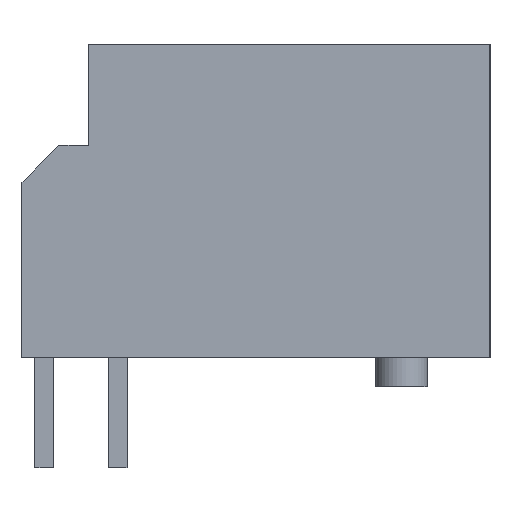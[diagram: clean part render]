
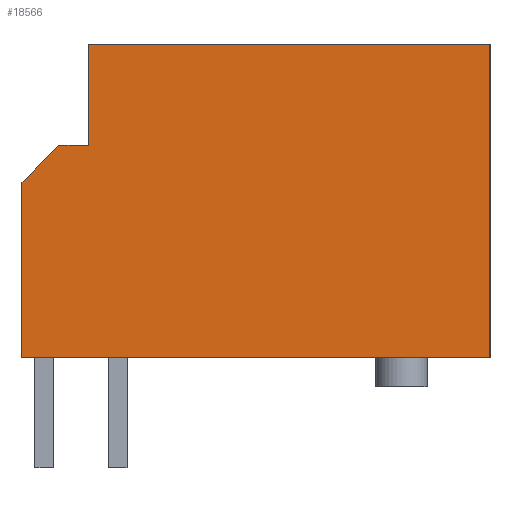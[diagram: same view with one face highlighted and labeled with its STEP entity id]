
A CAD part, left-side view. The second image highlights one B-rep face of the part: STEP entity #18566.
In plain terms, the highlighted planar face has unit normal (-1, 0, 0).
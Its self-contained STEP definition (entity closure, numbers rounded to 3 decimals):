
#4509 = PLANE('',#4510);
#4510 = AXIS2_PLACEMENT_3D('',#4511,#4512,#4513);
#4511 = CARTESIAN_POINT('',(-2.,-12.1,0.));
#4512 = DIRECTION('',(0.,0.,1.));
#4513 = DIRECTION('',(0.,1.,0.));
#5526 = PLANE('',#5527);
#5527 = AXIS2_PLACEMENT_3D('',#5528,#5529,#5530);
#5528 = CARTESIAN_POINT('',(-2.,0.6,4.75));
#5529 = DIRECTION('',(0.,-1.,0.));
#5530 = DIRECTION('',(0.,0.,1.));
#5554 = PLANE('',#5555);
#5555 = AXIS2_PLACEMENT_3D('',#5556,#5557,#5558);
#5556 = CARTESIAN_POINT('',(-2.,0.6,4.75));
#5557 = DIRECTION('',(0.,-0.707,
    -0.707));
#5558 = DIRECTION('',(0.,-0.707,0.707
    ));
#5582 = PLANE('',#5583);
#5583 = AXIS2_PLACEMENT_3D('',#5584,#5585,#5586);
#5584 = CARTESIAN_POINT('',(-2.,-0.4,5.75));
#5585 = DIRECTION('',(0.,0.,-1.));
#5586 = DIRECTION('',(0.,-1.,0.));
#5608 = PLANE('',#5609);
#5609 = AXIS2_PLACEMENT_3D('',#5610,#5611,#5612);
#5610 = CARTESIAN_POINT('',(-2.,-1.2,5.75));
#5611 = DIRECTION('',(0.,-1.,0.));
#5612 = DIRECTION('',(0.,0.,1.));
#10039 = VERTEX_POINT('',#10040);
#10040 = CARTESIAN_POINT('',(-2.,-12.1,0.));
#10054 = PLANE('',#10055);
#10055 = AXIS2_PLACEMENT_3D('',#10056,#10057,#10058);
#10056 = CARTESIAN_POINT('',(-2.,-12.1,8.5));
#10057 = DIRECTION('',(0.,1.,0.));
#10058 = DIRECTION('',(0.,0.,-1.));
#10066 = EDGE_CURVE('',#10067,#10039,#10069,.T.);
#10067 = VERTEX_POINT('',#10068);
#10068 = CARTESIAN_POINT('',(-2.,0.6,0.));
#10069 = SURFACE_CURVE('',#10070,(#10074,#10081),.PCURVE_S1.);
#10070 = LINE('',#10071,#10072);
#10071 = CARTESIAN_POINT('',(-2.,-12.1,0.));
#10072 = VECTOR('',#10073,1.);
#10073 = DIRECTION('',(0.,-1.,0.));
#10074 = PCURVE('',#4509,#10075);
#10075 = DEFINITIONAL_REPRESENTATION('',(#10076),#10080);
#10076 = LINE('',#10077,#10078);
#10077 = CARTESIAN_POINT('',(0.,0.));
#10078 = VECTOR('',#10079,1.);
#10079 = DIRECTION('',(-1.,0.));
#10080 = ( GEOMETRIC_REPRESENTATION_CONTEXT(2) 
PARAMETRIC_REPRESENTATION_CONTEXT() REPRESENTATION_CONTEXT('2D SPACE',''
  ) );
#10081 = PCURVE('',#10082,#10087);
#10082 = PLANE('',#10083);
#10083 = AXIS2_PLACEMENT_3D('',#10084,#10085,#10086);
#10084 = CARTESIAN_POINT('',(-2.,0.6,8.5));
#10085 = DIRECTION('',(-1.,0.,0.));
#10086 = DIRECTION('',(0.,0.,-1.));
#10087 = DEFINITIONAL_REPRESENTATION('',(#10088),#10092);
#10088 = LINE('',#10089,#10090);
#10089 = CARTESIAN_POINT('',(8.5,12.7));
#10090 = VECTOR('',#10091,1.);
#10091 = DIRECTION('',(0.,1.));
#10092 = ( GEOMETRIC_REPRESENTATION_CONTEXT(2) 
PARAMETRIC_REPRESENTATION_CONTEXT() REPRESENTATION_CONTEXT('2D SPACE',''
  ) );
#16362 = VERTEX_POINT('',#16363);
#16363 = CARTESIAN_POINT('',(-2.,-1.2,5.75));
#16386 = VERTEX_POINT('',#16387);
#16387 = CARTESIAN_POINT('',(-2.,-0.4,5.75));
#16408 = EDGE_CURVE('',#16362,#16386,#16409,.T.);
#16409 = SURFACE_CURVE('',#16410,(#16414,#16421),.PCURVE_S1.);
#16410 = LINE('',#16411,#16412);
#16411 = CARTESIAN_POINT('',(-2.,-0.4,5.75));
#16412 = VECTOR('',#16413,1.);
#16413 = DIRECTION('',(0.,1.,0.));
#16414 = PCURVE('',#5582,#16415);
#16415 = DEFINITIONAL_REPRESENTATION('',(#16416),#16420);
#16416 = LINE('',#16417,#16418);
#16417 = CARTESIAN_POINT('',(0.,0.));
#16418 = VECTOR('',#16419,1.);
#16419 = DIRECTION('',(-1.,0.));
#16420 = ( GEOMETRIC_REPRESENTATION_CONTEXT(2) 
PARAMETRIC_REPRESENTATION_CONTEXT() REPRESENTATION_CONTEXT('2D SPACE',''
  ) );
#16421 = PCURVE('',#10082,#16422);
#16422 = DEFINITIONAL_REPRESENTATION('',(#16423),#16427);
#16423 = LINE('',#16424,#16425);
#16424 = CARTESIAN_POINT('',(2.75,1.));
#16425 = VECTOR('',#16426,1.);
#16426 = DIRECTION('',(0.,-1.));
#16427 = ( GEOMETRIC_REPRESENTATION_CONTEXT(2) 
PARAMETRIC_REPRESENTATION_CONTEXT() REPRESENTATION_CONTEXT('2D SPACE',''
  ) );
#16433 = VERTEX_POINT('',#16434);
#16434 = CARTESIAN_POINT('',(-2.,0.6,4.75));
#16457 = EDGE_CURVE('',#16433,#10067,#16458,.T.);
#16458 = SURFACE_CURVE('',#16459,(#16463,#16470),.PCURVE_S1.);
#16459 = LINE('',#16460,#16461);
#16460 = CARTESIAN_POINT('',(-2.,0.6,4.75));
#16461 = VECTOR('',#16462,1.);
#16462 = DIRECTION('',(0.,0.,-1.));
#16463 = PCURVE('',#5526,#16464);
#16464 = DEFINITIONAL_REPRESENTATION('',(#16465),#16469);
#16465 = LINE('',#16466,#16467);
#16466 = CARTESIAN_POINT('',(0.,0.));
#16467 = VECTOR('',#16468,1.);
#16468 = DIRECTION('',(-1.,0.));
#16469 = ( GEOMETRIC_REPRESENTATION_CONTEXT(2) 
PARAMETRIC_REPRESENTATION_CONTEXT() REPRESENTATION_CONTEXT('2D SPACE',''
  ) );
#16470 = PCURVE('',#10082,#16471);
#16471 = DEFINITIONAL_REPRESENTATION('',(#16472),#16476);
#16472 = LINE('',#16473,#16474);
#16473 = CARTESIAN_POINT('',(3.75,0.));
#16474 = VECTOR('',#16475,1.);
#16475 = DIRECTION('',(1.,0.));
#16476 = ( GEOMETRIC_REPRESENTATION_CONTEXT(2) 
PARAMETRIC_REPRESENTATION_CONTEXT() REPRESENTATION_CONTEXT('2D SPACE',''
  ) );
#16485 = EDGE_CURVE('',#16486,#16362,#16488,.T.);
#16486 = VERTEX_POINT('',#16487);
#16487 = CARTESIAN_POINT('',(-2.,-1.2,8.5));
#16488 = SURFACE_CURVE('',#16489,(#16493,#16500),.PCURVE_S1.);
#16489 = LINE('',#16490,#16491);
#16490 = CARTESIAN_POINT('',(-2.,-1.2,5.75));
#16491 = VECTOR('',#16492,1.);
#16492 = DIRECTION('',(0.,0.,-1.));
#16493 = PCURVE('',#5608,#16494);
#16494 = DEFINITIONAL_REPRESENTATION('',(#16495),#16499);
#16495 = LINE('',#16496,#16497);
#16496 = CARTESIAN_POINT('',(0.,0.));
#16497 = VECTOR('',#16498,1.);
#16498 = DIRECTION('',(-1.,0.));
#16499 = ( GEOMETRIC_REPRESENTATION_CONTEXT(2) 
PARAMETRIC_REPRESENTATION_CONTEXT() REPRESENTATION_CONTEXT('2D SPACE',''
  ) );
#16500 = PCURVE('',#10082,#16501);
#16501 = DEFINITIONAL_REPRESENTATION('',(#16502),#16506);
#16502 = LINE('',#16503,#16504);
#16503 = CARTESIAN_POINT('',(2.75,1.8));
#16504 = VECTOR('',#16505,1.);
#16505 = DIRECTION('',(1.,0.));
#16506 = ( GEOMETRIC_REPRESENTATION_CONTEXT(2) 
PARAMETRIC_REPRESENTATION_CONTEXT() REPRESENTATION_CONTEXT('2D SPACE',''
  ) );
#16524 = PLANE('',#16525);
#16525 = AXIS2_PLACEMENT_3D('',#16526,#16527,#16528);
#16526 = CARTESIAN_POINT('',(-2.,-12.1,8.5));
#16527 = DIRECTION('',(0.,0.,-1.));
#16528 = DIRECTION('',(0.,-1.,0.));
#16586 = EDGE_CURVE('',#16386,#16433,#16587,.T.);
#16587 = SURFACE_CURVE('',#16588,(#16592,#16599),.PCURVE_S1.);
#16588 = LINE('',#16589,#16590);
#16589 = CARTESIAN_POINT('',(-2.,0.6,4.75));
#16590 = VECTOR('',#16591,1.);
#16591 = DIRECTION('',(0.,0.707,
    -0.707));
#16592 = PCURVE('',#5554,#16593);
#16593 = DEFINITIONAL_REPRESENTATION('',(#16594),#16598);
#16594 = LINE('',#16595,#16596);
#16595 = CARTESIAN_POINT('',(0.,0.));
#16596 = VECTOR('',#16597,1.);
#16597 = DIRECTION('',(-1.,0.));
#16598 = ( GEOMETRIC_REPRESENTATION_CONTEXT(2) 
PARAMETRIC_REPRESENTATION_CONTEXT() REPRESENTATION_CONTEXT('2D SPACE',''
  ) );
#16599 = PCURVE('',#10082,#16600);
#16600 = DEFINITIONAL_REPRESENTATION('',(#16601),#16605);
#16601 = LINE('',#16602,#16603);
#16602 = CARTESIAN_POINT('',(3.75,0.));
#16603 = VECTOR('',#16604,1.);
#16604 = DIRECTION('',(0.707,-0.707));
#16605 = ( GEOMETRIC_REPRESENTATION_CONTEXT(2) 
PARAMETRIC_REPRESENTATION_CONTEXT() REPRESENTATION_CONTEXT('2D SPACE',''
  ) );
#18107 = VERTEX_POINT('',#18108);
#18108 = CARTESIAN_POINT('',(-2.,-12.1,8.5));
#18129 = EDGE_CURVE('',#10039,#18107,#18130,.T.);
#18130 = SURFACE_CURVE('',#18131,(#18135,#18142),.PCURVE_S1.);
#18131 = LINE('',#18132,#18133);
#18132 = CARTESIAN_POINT('',(-2.,-12.1,8.5));
#18133 = VECTOR('',#18134,1.);
#18134 = DIRECTION('',(0.,0.,1.));
#18135 = PCURVE('',#10054,#18136);
#18136 = DEFINITIONAL_REPRESENTATION('',(#18137),#18141);
#18137 = LINE('',#18138,#18139);
#18138 = CARTESIAN_POINT('',(0.,0.));
#18139 = VECTOR('',#18140,1.);
#18140 = DIRECTION('',(-1.,0.));
#18141 = ( GEOMETRIC_REPRESENTATION_CONTEXT(2) 
PARAMETRIC_REPRESENTATION_CONTEXT() REPRESENTATION_CONTEXT('2D SPACE',''
  ) );
#18142 = PCURVE('',#10082,#18143);
#18143 = DEFINITIONAL_REPRESENTATION('',(#18144),#18148);
#18144 = LINE('',#18145,#18146);
#18145 = CARTESIAN_POINT('',(0.,12.7));
#18146 = VECTOR('',#18147,1.);
#18147 = DIRECTION('',(-1.,0.));
#18148 = ( GEOMETRIC_REPRESENTATION_CONTEXT(2) 
PARAMETRIC_REPRESENTATION_CONTEXT() REPRESENTATION_CONTEXT('2D SPACE',''
  ) );
#18566 = ADVANCED_FACE('',(#18567),#10082,.T.);
#18567 = FACE_BOUND('',#18568,.T.);
#18568 = EDGE_LOOP('',(#18569,#18590,#18591,#18592,#18593,#18594,#18595)
  );
#18569 = ORIENTED_EDGE('',*,*,#18570,.T.);
#18570 = EDGE_CURVE('',#18107,#16486,#18571,.T.);
#18571 = SURFACE_CURVE('',#18572,(#18576,#18583),.PCURVE_S1.);
#18572 = LINE('',#18573,#18574);
#18573 = CARTESIAN_POINT('',(-2.,-12.1,8.5));
#18574 = VECTOR('',#18575,1.);
#18575 = DIRECTION('',(0.,1.,0.));
#18576 = PCURVE('',#10082,#18577);
#18577 = DEFINITIONAL_REPRESENTATION('',(#18578),#18582);
#18578 = LINE('',#18579,#18580);
#18579 = CARTESIAN_POINT('',(0.,12.7));
#18580 = VECTOR('',#18581,1.);
#18581 = DIRECTION('',(0.,-1.));
#18582 = ( GEOMETRIC_REPRESENTATION_CONTEXT(2) 
PARAMETRIC_REPRESENTATION_CONTEXT() REPRESENTATION_CONTEXT('2D SPACE',''
  ) );
#18583 = PCURVE('',#16524,#18584);
#18584 = DEFINITIONAL_REPRESENTATION('',(#18585),#18589);
#18585 = LINE('',#18586,#18587);
#18586 = CARTESIAN_POINT('',(0.,0.));
#18587 = VECTOR('',#18588,1.);
#18588 = DIRECTION('',(-1.,0.));
#18589 = ( GEOMETRIC_REPRESENTATION_CONTEXT(2) 
PARAMETRIC_REPRESENTATION_CONTEXT() REPRESENTATION_CONTEXT('2D SPACE',''
  ) );
#18590 = ORIENTED_EDGE('',*,*,#16485,.T.);
#18591 = ORIENTED_EDGE('',*,*,#16408,.T.);
#18592 = ORIENTED_EDGE('',*,*,#16586,.T.);
#18593 = ORIENTED_EDGE('',*,*,#16457,.T.);
#18594 = ORIENTED_EDGE('',*,*,#10066,.T.);
#18595 = ORIENTED_EDGE('',*,*,#18129,.T.);
